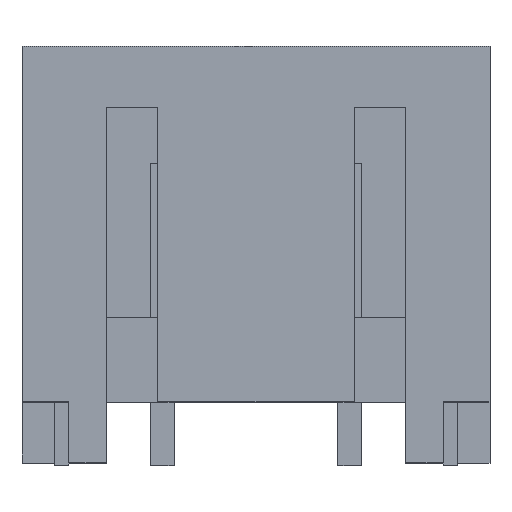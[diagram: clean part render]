
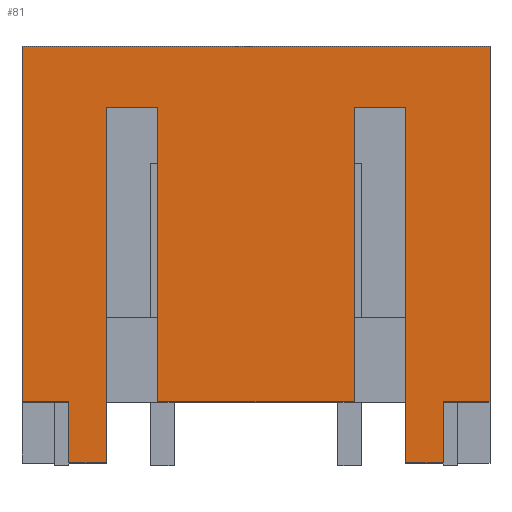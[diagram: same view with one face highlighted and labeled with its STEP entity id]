
A CAD part, top view. The second image highlights one B-rep face of the part: STEP entity #81.
In plain terms, the highlighted planar face has unit normal (0, 0, 1).
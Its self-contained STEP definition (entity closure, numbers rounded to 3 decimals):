
#64 = EDGE_CURVE ( 'NONE', #914, #1897, #1231, .T. ) ;
#79 = VERTEX_POINT ( 'NONE', #1296 ) ;
#81 = ADVANCED_FACE ( 'NONE', ( #1306 ), #1307, .F. ) ;
#85 = EDGE_LOOP ( 'NONE', ( #88, #86, #390, #444, #448, #450, #453, #456, #400, #401, #402, #403, #353, #354, #355, #356 ) ) ;
#86 = ORIENTED_EDGE ( 'NONE', *, *, #370, .T. ) ;
#88 = ORIENTED_EDGE ( 'NONE', *, *, #93, .T. ) ;
#93 = EDGE_CURVE ( 'NONE', #1059, #79, #1302, .T. ) ;
#353 = ORIENTED_EDGE ( 'NONE', *, *, #1011, .F. ) ;
#354 = ORIENTED_EDGE ( 'NONE', *, *, #923, .F. ) ;
#355 = ORIENTED_EDGE ( 'NONE', *, *, #926, .T. ) ;
#356 = ORIENTED_EDGE ( 'NONE', *, *, #1030, .F. ) ;
#370 = EDGE_CURVE ( 'NONE', #79, #371, #2418, .T. ) ;
#371 = VERTEX_POINT ( 'NONE', #2414 ) ;
#390 = ORIENTED_EDGE ( 'NONE', *, *, #391, .F. ) ;
#391 = EDGE_CURVE ( 'NONE', #443, #371, #1974, .T. ) ;
#399 = EDGE_CURVE ( 'NONE', #1902, #455, #2039, .T. ) ;
#400 = ORIENTED_EDGE ( 'NONE', *, *, #1909, .F. ) ;
#401 = ORIENTED_EDGE ( 'NONE', *, *, #64, .F. ) ;
#402 = ORIENTED_EDGE ( 'NONE', *, *, #909, .F. ) ;
#403 = ORIENTED_EDGE ( 'NONE', *, *, #1018, .F. ) ;
#443 = VERTEX_POINT ( 'NONE', #2217 ) ;
#444 = ORIENTED_EDGE ( 'NONE', *, *, #445, .F. ) ;
#445 = EDGE_CURVE ( 'NONE', #446, #443, #2171, .T. ) ;
#446 = VERTEX_POINT ( 'NONE', #2147 ) ;
#447 = VERTEX_POINT ( 'NONE', #2144 ) ;
#448 = ORIENTED_EDGE ( 'NONE', *, *, #449, .F. ) ;
#449 = EDGE_CURVE ( 'NONE', #447, #446, #2165, .T. ) ;
#450 = ORIENTED_EDGE ( 'NONE', *, *, #451, .F. ) ;
#451 = EDGE_CURVE ( 'NONE', #452, #447, #2204, .T. ) ;
#452 = VERTEX_POINT ( 'NONE', #2205 ) ;
#453 = ORIENTED_EDGE ( 'NONE', *, *, #454, .F. ) ;
#454 = EDGE_CURVE ( 'NONE', #455, #452, #2185, .T. ) ;
#455 = VERTEX_POINT ( 'NONE', #2186 ) ;
#456 = ORIENTED_EDGE ( 'NONE', *, *, #399, .F. ) ;
#906 = VERTEX_POINT ( 'NONE', #2601 ) ;
#909 = EDGE_CURVE ( 'NONE', #951, #914, #2596, .T. ) ;
#914 = VERTEX_POINT ( 'NONE', #2490 ) ;
#923 = EDGE_CURVE ( 'NONE', #927, #924, #2469, .T. ) ;
#924 = VERTEX_POINT ( 'NONE', #2465 ) ;
#926 = EDGE_CURVE ( 'NONE', #927, #906, #2552, .T. ) ;
#927 = VERTEX_POINT ( 'NONE', #2548 ) ;
#951 = VERTEX_POINT ( 'NONE', #2524 ) ;
#995 = VERTEX_POINT ( 'NONE', #2820 ) ;
#1011 = EDGE_CURVE ( 'NONE', #924, #995, #2798, .T. ) ;
#1018 = EDGE_CURVE ( 'NONE', #995, #951, #2789, .T. ) ;
#1030 = EDGE_CURVE ( 'NONE', #1059, #906, #2771, .T. ) ;
#1059 = VERTEX_POINT ( 'NONE', #2751 ) ;
#1228 = DIRECTION ( 'NONE',  ( 0., -1., 0. ) ) ;
#1229 = VECTOR ( 'NONE', #1228, 1000. ) ;
#1230 = CARTESIAN_POINT ( 'NONE',  ( 7.1, -51.184, 0. ) ) ;
#1231 = LINE ( 'NONE', #1230, #1229 ) ;
#1295 = AXIS2_PLACEMENT_3D ( 'NONE', #1303, #1305, #1297 ) ;
#1296 = CARTESIAN_POINT ( 'NONE',  ( 0., -43.584, 0. ) ) ;
#1297 = DIRECTION ( 'NONE',  ( -1., 0., 0. ) ) ;
#1299 = DIRECTION ( 'NONE',  ( -1., 0., 0. ) ) ;
#1300 = VECTOR ( 'NONE', #1299, 1000. ) ;
#1301 = CARTESIAN_POINT ( 'NONE',  ( 10., -43.584, 0. ) ) ;
#1302 = LINE ( 'NONE', #1301, #1300 ) ;
#1303 = CARTESIAN_POINT ( 'NONE',  ( 10., -43.584, 0. ) ) ;
#1305 = DIRECTION ( 'NONE',  ( 0., 0., -1. ) ) ;
#1306 = FACE_OUTER_BOUND ( 'NONE', #85, .T. ) ;
#1307 = PLANE ( 'NONE',  #1295 ) ;
#1897 = VERTEX_POINT ( 'NONE', #2954 ) ;
#1902 = VERTEX_POINT ( 'NONE', #3015 ) ;
#1909 = EDGE_CURVE ( 'NONE', #1897, #1902, #3009, .T. ) ;
#1971 = DIRECTION ( 'NONE',  ( -1., 0., 0. ) ) ;
#1972 = VECTOR ( 'NONE', #1971, 1000. ) ;
#1973 = CARTESIAN_POINT ( 'NONE',  ( 1., -51.184, 0. ) ) ;
#1974 = LINE ( 'NONE', #1973, #1972 ) ;
#2033 = DIRECTION ( 'NONE',  ( 0., 1., 0. ) ) ;
#2034 = CARTESIAN_POINT ( 'NONE',  ( 2.9, -51.184, 0. ) ) ;
#2039 = LINE ( 'NONE', #2034, #2057 ) ;
#2057 = VECTOR ( 'NONE', #2033, 1000. ) ;
#2144 = CARTESIAN_POINT ( 'NONE',  ( 1.8, -52.484, 0. ) ) ;
#2145 = DIRECTION ( 'NONE',  ( 0., 1., 0. ) ) ;
#2147 = CARTESIAN_POINT ( 'NONE',  ( 1., -52.484, 0. ) ) ;
#2149 = CARTESIAN_POINT ( 'NONE',  ( 1., -52.484, 0. ) ) ;
#2152 = VECTOR ( 'NONE', #2216, 1000. ) ;
#2153 = CARTESIAN_POINT ( 'NONE',  ( 1.8, -44.884, 0. ) ) ;
#2164 = CARTESIAN_POINT ( 'NONE',  ( 16., -52.484, 0. ) ) ;
#2165 = LINE ( 'NONE', #2164, #2196 ) ;
#2171 = LINE ( 'NONE', #2149, #2215 ) ;
#2181 = DIRECTION ( 'NONE',  ( 0., -1., 0. ) ) ;
#2182 = VECTOR ( 'NONE', #2181, 1000. ) ;
#2185 = LINE ( 'NONE', #2153, #2152 ) ;
#2186 = CARTESIAN_POINT ( 'NONE',  ( 2.9, -44.884, 0. ) ) ;
#2195 = DIRECTION ( 'NONE',  ( -1., 0., 0. ) ) ;
#2196 = VECTOR ( 'NONE', #2195, 1000. ) ;
#2203 = CARTESIAN_POINT ( 'NONE',  ( 1.8, -52.484, 0. ) ) ;
#2204 = LINE ( 'NONE', #2203, #2182 ) ;
#2205 = CARTESIAN_POINT ( 'NONE',  ( 1.8, -44.884, 0. ) ) ;
#2215 = VECTOR ( 'NONE', #2145, 1000. ) ;
#2216 = DIRECTION ( 'NONE',  ( -1., 0., 0. ) ) ;
#2217 = CARTESIAN_POINT ( 'NONE',  ( 1., -51.184, 0. ) ) ;
#2414 = CARTESIAN_POINT ( 'NONE',  ( 0., -51.184, 0. ) ) ;
#2415 = DIRECTION ( 'NONE',  ( 0., -1., 0. ) ) ;
#2416 = VECTOR ( 'NONE', #2415, 1000. ) ;
#2417 = CARTESIAN_POINT ( 'NONE',  ( 0., -43.584, 0. ) ) ;
#2418 = LINE ( 'NONE', #2417, #2416 ) ;
#2465 = CARTESIAN_POINT ( 'NONE',  ( 9., -52.484, 0. ) ) ;
#2466 = DIRECTION ( 'NONE',  ( 0., -1., 0. ) ) ;
#2467 = VECTOR ( 'NONE', #2466, 1000. ) ;
#2468 = CARTESIAN_POINT ( 'NONE',  ( 9., -52.484, 0. ) ) ;
#2469 = LINE ( 'NONE', #2468, #2467 ) ;
#2490 = CARTESIAN_POINT ( 'NONE',  ( 7.1, -44.884, 0. ) ) ;
#2524 = CARTESIAN_POINT ( 'NONE',  ( 8.2, -44.884, 0. ) ) ;
#2548 = CARTESIAN_POINT ( 'NONE',  ( 9., -51.184, 0. ) ) ;
#2549 = DIRECTION ( 'NONE',  ( 1., 0., 0. ) ) ;
#2550 = VECTOR ( 'NONE', #2549, 1000. ) ;
#2551 = CARTESIAN_POINT ( 'NONE',  ( 9., -51.184, 0. ) ) ;
#2552 = LINE ( 'NONE', #2551, #2550 ) ;
#2593 = DIRECTION ( 'NONE',  ( -1., 0., 0. ) ) ;
#2594 = VECTOR ( 'NONE', #2593, 1000. ) ;
#2595 = CARTESIAN_POINT ( 'NONE',  ( 8.2, -44.884, 0. ) ) ;
#2596 = LINE ( 'NONE', #2595, #2594 ) ;
#2601 = CARTESIAN_POINT ( 'NONE',  ( 10., -51.184, 0. ) ) ;
#2751 = CARTESIAN_POINT ( 'NONE',  ( 10., -43.584, 0. ) ) ;
#2768 = DIRECTION ( 'NONE',  ( 0., -1., 0. ) ) ;
#2769 = VECTOR ( 'NONE', #2768, 1000. ) ;
#2770 = CARTESIAN_POINT ( 'NONE',  ( 10., -43.584, 0. ) ) ;
#2771 = LINE ( 'NONE', #2770, #2769 ) ;
#2786 = DIRECTION ( 'NONE',  ( 0., 1., 0. ) ) ;
#2787 = VECTOR ( 'NONE', #2786, 1000. ) ;
#2788 = CARTESIAN_POINT ( 'NONE',  ( 8.2, -52.484, 0. ) ) ;
#2789 = LINE ( 'NONE', #2788, #2787 ) ;
#2795 = DIRECTION ( 'NONE',  ( -1., 0., 0. ) ) ;
#2796 = VECTOR ( 'NONE', #2795, 1000. ) ;
#2797 = CARTESIAN_POINT ( 'NONE',  ( 10., -52.484, 0. ) ) ;
#2798 = LINE ( 'NONE', #2797, #2796 ) ;
#2820 = CARTESIAN_POINT ( 'NONE',  ( 8.2, -52.484, 0. ) ) ;
#2954 = CARTESIAN_POINT ( 'NONE',  ( 7.1, -51.184, 0. ) ) ;
#3006 = DIRECTION ( 'NONE',  ( -1., 0., 0. ) ) ;
#3007 = VECTOR ( 'NONE', #3006, 1000. ) ;
#3008 = CARTESIAN_POINT ( 'NONE',  ( -4.2, -51.184, 0. ) ) ;
#3009 = LINE ( 'NONE', #3008, #3007 ) ;
#3015 = CARTESIAN_POINT ( 'NONE',  ( 2.9, -51.184, 0. ) ) ;
